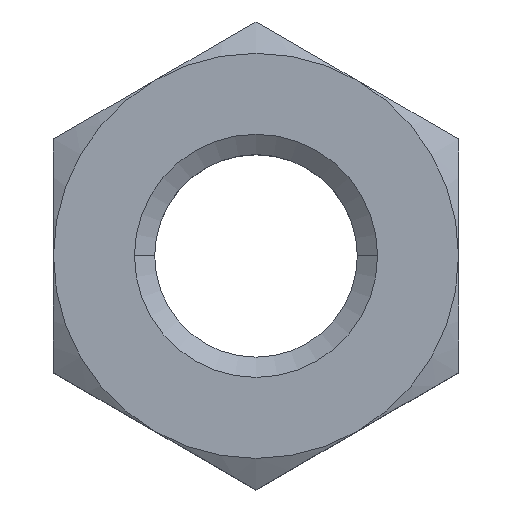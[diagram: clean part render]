
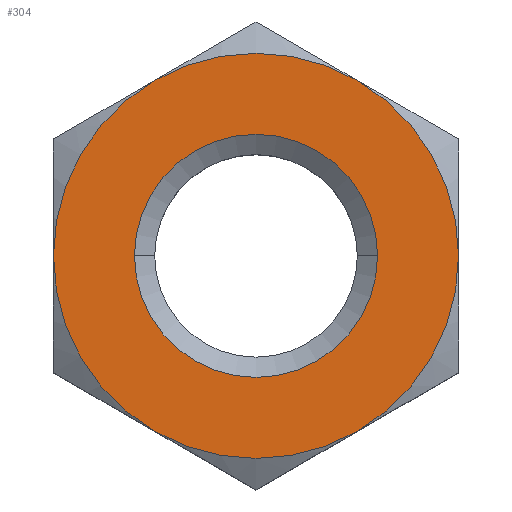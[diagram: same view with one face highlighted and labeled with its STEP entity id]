
A CAD part, top view. The second image highlights one B-rep face of the part: STEP entity #304.
In plain terms, the highlighted planar face has unit normal (0, 0, 1).
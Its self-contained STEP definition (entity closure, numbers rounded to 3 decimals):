
#3 = AXIS2_PLACEMENT_3D ( 'NONE', #98, #573, #583 ) ;
#6 = CARTESIAN_POINT ( 'NONE',  ( 0., 0., 0. ) ) ;
#19 = EDGE_LOOP ( 'NONE', ( #560, #487, #757, #497, #365, #683 ) ) ;
#24 = EDGE_CURVE ( 'NONE', #804, #126, #797, .T. ) ;
#64 = EDGE_CURVE ( 'NONE', #700, #151, #484, .T. ) ;
#69 = VERTEX_POINT ( 'NONE', #509 ) ;
#70 = DIRECTION ( 'NONE',  ( 1., 0., 0. ) ) ;
#71 = DIRECTION ( 'NONE',  ( 0., 0., 1. ) ) ;
#72 = AXIS2_PLACEMENT_3D ( 'NONE', #789, #647, #794 ) ;
#73 = VERTEX_POINT ( 'NONE', #310 ) ;
#84 = VERTEX_POINT ( 'NONE', #716 ) ;
#94 = DIRECTION ( 'NONE',  ( 0., 0., 1. ) ) ;
#98 = CARTESIAN_POINT ( 'NONE',  ( 0., 0., 0. ) ) ;
#125 = FACE_BOUND ( 'NONE', #541, .T. ) ;
#126 = VERTEX_POINT ( 'NONE', #380 ) ;
#129 = FACE_OUTER_BOUND ( 'NONE', #19, .T. ) ;
#132 = DIRECTION ( 'NONE',  ( 0., 0., 1. ) ) ;
#134 = DIRECTION ( 'NONE',  ( 0., 0., 1. ) ) ;
#135 = CIRCLE ( 'NONE', #764, 1.5 ) ;
#139 = EDGE_CURVE ( 'NONE', #399, #73, #718, .T. ) ;
#143 = DIRECTION ( 'NONE',  ( 1., 0., 0. ) ) ;
#147 = CARTESIAN_POINT ( 'NONE',  ( 0., 0., 0. ) ) ;
#151 = VERTEX_POINT ( 'NONE', #385 ) ;
#182 = DIRECTION ( 'NONE',  ( 1., 0., 0. ) ) ;
#189 = PLANE ( 'NONE',  #518 ) ;
#210 = ORIENTED_EDGE ( 'NONE', *, *, #316, .F. ) ;
#222 = DIRECTION ( 'NONE',  ( 0., 0., 1. ) ) ;
#223 = EDGE_CURVE ( 'NONE', #84, #69, #756, .T. ) ;
#281 = AXIS2_PLACEMENT_3D ( 'NONE', #6, #222, #363 ) ;
#299 = DIRECTION ( 'NONE',  ( 1., 0., 0. ) ) ;
#300 = AXIS2_PLACEMENT_3D ( 'NONE', #754, #94, #143 ) ;
#304 = ADVANCED_FACE ( 'NONE', ( #125, #129 ), #189, .T. ) ;
#310 = CARTESIAN_POINT ( 'NONE',  ( -1.25, 2.165, 0. ) ) ;
#316 = EDGE_CURVE ( 'NONE', #151, #700, #135, .T. ) ;
#324 = CARTESIAN_POINT ( 'NONE',  ( -5., 0., 0. ) ) ;
#333 = DIRECTION ( 'NONE',  ( 1., 0., 0. ) ) ;
#363 = DIRECTION ( 'NONE',  ( 1., 0., 0. ) ) ;
#365 = ORIENTED_EDGE ( 'NONE', *, *, #24, .T. ) ;
#380 = CARTESIAN_POINT ( 'NONE',  ( -1.25, -2.165, 0. ) ) ;
#385 = CARTESIAN_POINT ( 'NONE',  ( 1.5, 0., 0. ) ) ;
#399 = VERTEX_POINT ( 'NONE', #599 ) ;
#401 = CARTESIAN_POINT ( 'NONE',  ( 0., 0., 0. ) ) ;
#411 = CIRCLE ( 'NONE', #715, 2.5 ) ;
#444 = DIRECTION ( 'NONE',  ( 1., 0., 0. ) ) ;
#459 = EDGE_CURVE ( 'NONE', #69, #399, #567, .T. ) ;
#465 = DIRECTION ( 'NONE',  ( 0., 0., 1. ) ) ;
#467 = CIRCLE ( 'NONE', #281, 2.5 ) ;
#484 = CIRCLE ( 'NONE', #72, 1.5 ) ;
#487 = ORIENTED_EDGE ( 'NONE', *, *, #459, .T. ) ;
#497 = ORIENTED_EDGE ( 'NONE', *, *, #775, .T. ) ;
#509 = CARTESIAN_POINT ( 'NONE',  ( 2.5, 0., 0. ) ) ;
#518 = AXIS2_PLACEMENT_3D ( 'NONE', #324, #132, #333 ) ;
#522 = CARTESIAN_POINT ( 'NONE',  ( 0., 0., 0. ) ) ;
#541 = EDGE_LOOP ( 'NONE', ( #210, #596 ) ) ;
#556 = AXIS2_PLACEMENT_3D ( 'NONE', #147, #71, #299 ) ;
#560 = ORIENTED_EDGE ( 'NONE', *, *, #223, .T. ) ;
#567 = CIRCLE ( 'NONE', #300, 2.5 ) ;
#573 = DIRECTION ( 'NONE',  ( 0., 0., 1. ) ) ;
#583 = DIRECTION ( 'NONE',  ( 1., 0., 0. ) ) ;
#596 = ORIENTED_EDGE ( 'NONE', *, *, #64, .F. ) ;
#599 = CARTESIAN_POINT ( 'NONE',  ( 1.25, 2.165, 0. ) ) ;
#608 = CARTESIAN_POINT ( 'NONE',  ( -1.5, 0., 0. ) ) ;
#622 = CARTESIAN_POINT ( 'NONE',  ( 0., 0., 0. ) ) ;
#647 = DIRECTION ( 'NONE',  ( 0., 0., 1. ) ) ;
#662 = AXIS2_PLACEMENT_3D ( 'NONE', #522, #664, #444 ) ;
#664 = DIRECTION ( 'NONE',  ( 0., 0., 1. ) ) ;
#683 = ORIENTED_EDGE ( 'NONE', *, *, #828, .T. ) ;
#700 = VERTEX_POINT ( 'NONE', #608 ) ;
#715 = AXIS2_PLACEMENT_3D ( 'NONE', #622, #134, #70 ) ;
#716 = CARTESIAN_POINT ( 'NONE',  ( 1.25, -2.165, 0. ) ) ;
#718 = CIRCLE ( 'NONE', #3, 2.5 ) ;
#754 = CARTESIAN_POINT ( 'NONE',  ( 0., 0., 0. ) ) ;
#756 = CIRCLE ( 'NONE', #556, 2.5 ) ;
#757 = ORIENTED_EDGE ( 'NONE', *, *, #139, .T. ) ;
#764 = AXIS2_PLACEMENT_3D ( 'NONE', #401, #465, #182 ) ;
#775 = EDGE_CURVE ( 'NONE', #73, #804, #467, .T. ) ;
#789 = CARTESIAN_POINT ( 'NONE',  ( 0., 0., 0. ) ) ;
#794 = DIRECTION ( 'NONE',  ( 1., 0., 0. ) ) ;
#797 = CIRCLE ( 'NONE', #662, 2.5 ) ;
#804 = VERTEX_POINT ( 'NONE', #834 ) ;
#828 = EDGE_CURVE ( 'NONE', #126, #84, #411, .T. ) ;
#834 = CARTESIAN_POINT ( 'NONE',  ( -2.5, 0., 0. ) ) ;
